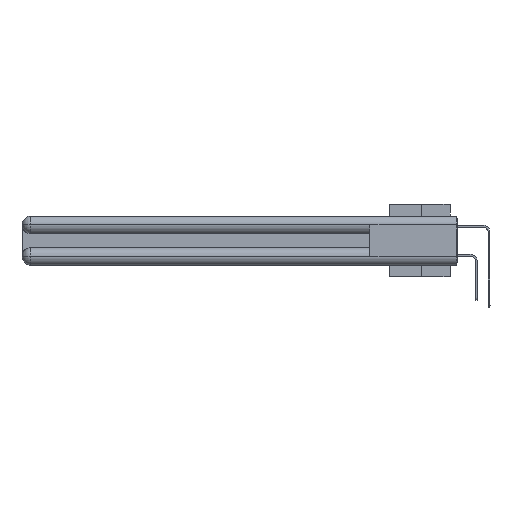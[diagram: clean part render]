
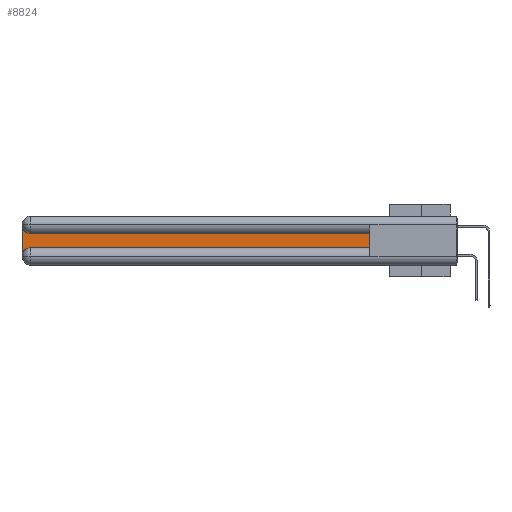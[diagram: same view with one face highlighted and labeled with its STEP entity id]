
A CAD part, left-side view. The second image highlights one B-rep face of the part: STEP entity #8824.
In plain terms, the highlighted planar face has unit normal (-1, 0, 0).
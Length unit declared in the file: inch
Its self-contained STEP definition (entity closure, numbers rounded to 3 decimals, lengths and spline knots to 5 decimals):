
#1527 = PLANE ( 'NONE',  #19263 ) ;
#2606 = EDGE_CURVE ( 'NONE', #27308, #11368, #31801, .T. ) ;
#3623 = VERTEX_POINT ( 'NONE', #25321 ) ;
#6208 = ORIENTED_EDGE ( 'NONE', *, *, #27875, .T. ) ;
#7681 = DIRECTION ( 'NONE',  ( 0., 0., -1. ) ) ;
#8595 = CARTESIAN_POINT ( 'NONE',  ( 0.075, 3., -0.2775 ) ) ;
#8824 = ADVANCED_FACE ( 'NONE', ( #24384 ), #1527, .F. ) ;
#9649 = CARTESIAN_POINT ( 'NONE',  ( 0.075, 3., -0.0625 ) ) ;
#10787 = VERTEX_POINT ( 'NONE', #38621 ) ;
#10811 = EDGE_CURVE ( 'NONE', #20922, #27308, #41457, .T. ) ;
#10910 = DIRECTION ( 'NONE',  ( 1., 0., 0. ) ) ;
#11368 = VERTEX_POINT ( 'NONE', #42421 ) ;
#11708 = DIRECTION ( 'NONE',  ( 0., 0., -1. ) ) ;
#14048 = ORIENTED_EDGE ( 'NONE', *, *, #22204, .T. ) ;
#14448 = DIRECTION ( 'NONE',  ( 0., 0., 1. ) ) ;
#14709 = VECTOR ( 'NONE', #15824, 39.37008 ) ;
#15734 = EDGE_CURVE ( 'NONE', #18284, #10787, #22203, .T. ) ;
#15824 = DIRECTION ( 'NONE',  ( 0., -1., 0. ) ) ;
#16613 = EDGE_LOOP ( 'NONE', ( #33922, #6208, #39820, #35447, #14048, #33039 ) ) ;
#17082 = CIRCLE ( 'NONE', #20543, 0.06 ) ;
#17453 = CARTESIAN_POINT ( 'NONE',  ( 0.075, 2.94, -0.2775 ) ) ;
#18284 = VERTEX_POINT ( 'NONE', #22253 ) ;
#19164 = VECTOR ( 'NONE', #14448, 39.37008 ) ;
#19263 = AXIS2_PLACEMENT_3D ( 'NONE', #37644, #25037, #31121 ) ;
#20543 = AXIS2_PLACEMENT_3D ( 'NONE', #21823, #35096, #7681 ) ;
#20922 = VERTEX_POINT ( 'NONE', #9649 ) ;
#21162 = VECTOR ( 'NONE', #32865, 39.37008 ) ;
#21823 = CARTESIAN_POINT ( 'NONE',  ( 0.075, 2.94, -0.0625 ) ) ;
#22204 = EDGE_CURVE ( 'NONE', #11368, #3623, #22339, .T. ) ;
#22203 = LINE ( 'NONE', #32213, #21162 ) ;
#22253 = CARTESIAN_POINT ( 'NONE',  ( 0.075, 0.6, -0.1225 ) ) ;
#22339 = LINE ( 'NONE', #22984, #14709 ) ;
#22984 = CARTESIAN_POINT ( 'NONE',  ( 0.075, 0.6, -0.2175 ) ) ;
#24384 = FACE_OUTER_BOUND ( 'NONE', #16613, .T. ) ;
#25037 = DIRECTION ( 'NONE',  ( 1., 0., 0. ) ) ;
#25321 = CARTESIAN_POINT ( 'NONE',  ( 0.075, 0.6, -0.2175 ) ) ;
#25381 = DIRECTION ( 'NONE',  ( 0., 0., -1. ) ) ;
#25590 = CARTESIAN_POINT ( 'NONE',  ( 0.075, 3., -0.2175 ) ) ;
#27308 = VERTEX_POINT ( 'NONE', #8595 ) ;
#27875 = EDGE_CURVE ( 'NONE', #10787, #20922, #17082, .T. ) ;
#31121 = DIRECTION ( 'NONE',  ( 0., 0., -1. ) ) ;
#31801 = CIRCLE ( 'NONE', #38735, 0.06 ) ;
#32026 = VECTOR ( 'NONE', #25381, 39.37008 ) ;
#32213 = CARTESIAN_POINT ( 'NONE',  ( 0.075, 0.6, -0.1225 ) ) ;
#32865 = DIRECTION ( 'NONE',  ( 0., 1., 0. ) ) ;
#33039 = ORIENTED_EDGE ( 'NONE', *, *, #42625, .T. ) ;
#33608 = LINE ( 'NONE', #40314, #19164 ) ;
#33922 = ORIENTED_EDGE ( 'NONE', *, *, #15734, .T. ) ;
#35096 = DIRECTION ( 'NONE',  ( 1., 0., 0. ) ) ;
#35447 = ORIENTED_EDGE ( 'NONE', *, *, #2606, .T. ) ;
#37644 = CARTESIAN_POINT ( 'NONE',  ( 0.075, 3., -0.1225 ) ) ;
#38621 = CARTESIAN_POINT ( 'NONE',  ( 0.075, 2.94, -0.1225 ) ) ;
#38735 = AXIS2_PLACEMENT_3D ( 'NONE', #17453, #10910, #11708 ) ;
#39820 = ORIENTED_EDGE ( 'NONE', *, *, #10811, .T. ) ;
#40314 = CARTESIAN_POINT ( 'NONE',  ( 0.075, 0.6, -0.2175 ) ) ;
#41457 = LINE ( 'NONE', #25590, #32026 ) ;
#42421 = CARTESIAN_POINT ( 'NONE',  ( 0.075, 2.94, -0.2175 ) ) ;
#42625 = EDGE_CURVE ( 'NONE', #3623, #18284, #33608, .T. ) ;
